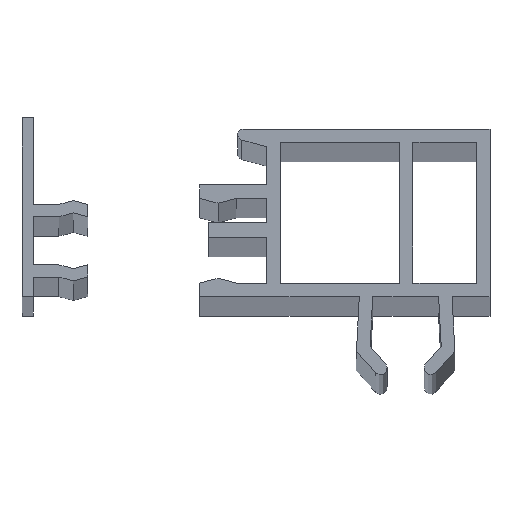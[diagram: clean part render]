
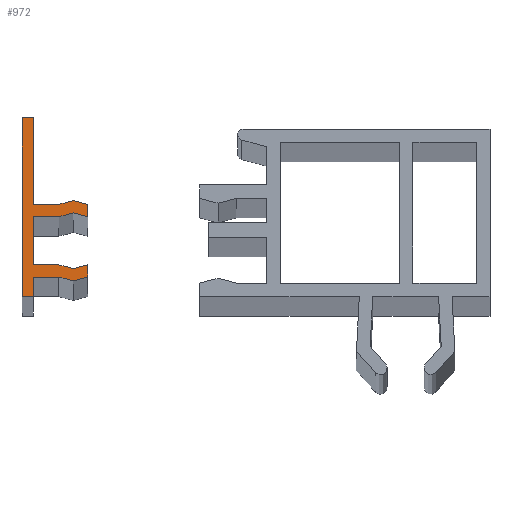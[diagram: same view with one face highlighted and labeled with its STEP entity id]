
A CAD part, top view. The second image highlights one B-rep face of the part: STEP entity #972.
In plain terms, the highlighted planar face has unit normal (0, 0, 1).
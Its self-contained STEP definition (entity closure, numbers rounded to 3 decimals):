
#10 = VECTOR ( 'NONE', #1991, 1000. ) ;
#16 = LINE ( 'NONE', #1293, #1690 ) ;
#25 = LINE ( 'NONE', #1221, #1052 ) ;
#26 = ORIENTED_EDGE ( 'NONE', *, *, #103, .T. ) ;
#29 = ORIENTED_EDGE ( 'NONE', *, *, #1820, .T. ) ;
#33 = CARTESIAN_POINT ( 'NONE',  ( 4.6, 2.502, 1000. ) ) ;
#63 = LINE ( 'NONE', #821, #2023 ) ;
#85 = EDGE_CURVE ( 'NONE', #888, #135, #2036, .T. ) ;
#88 = CARTESIAN_POINT ( 'NONE',  ( 1., 8.25, 1000. ) ) ;
#103 = EDGE_CURVE ( 'NONE', #1005, #1722, #732, .T. ) ;
#135 = VERTEX_POINT ( 'NONE', #1349 ) ;
#145 = EDGE_CURVE ( 'NONE', #212, #2051, #16, .T. ) ;
#154 = VERTEX_POINT ( 'NONE', #763 ) ;
#212 = VERTEX_POINT ( 'NONE', #1179 ) ;
#213 = LINE ( 'NONE', #1499, #233 ) ;
#215 = EDGE_CURVE ( 'NONE', #779, #931, #1909, .T. ) ;
#222 = LINE ( 'NONE', #1341, #2003 ) ;
#233 = VECTOR ( 'NONE', #394, 1000. ) ;
#236 = CARTESIAN_POINT ( 'NONE',  ( 3.3, 1.75, 1000. ) ) ;
#252 = CARTESIAN_POINT ( 'NONE',  ( 3.3, 2.85, 1000. ) ) ;
#254 = VERTEX_POINT ( 'NONE', #1022 ) ;
#261 = CARTESIAN_POINT ( 'NONE',  ( 1., 7.15, 1000. ) ) ;
#267 = DIRECTION ( 'NONE',  ( 0., 1., 0. ) ) ;
#275 = CARTESIAN_POINT ( 'NONE',  ( 4.6, 2.502, 1000. ) ) ;
#302 = LINE ( 'NONE', #483, #10 ) ;
#311 = EDGE_CURVE ( 'NONE', #2383, #1307, #1396, .T. ) ;
#318 = EDGE_CURVE ( 'NONE', #1722, #2218, #1772, .T. ) ;
#340 = EDGE_CURVE ( 'NONE', #2009, #1713, #851, .T. ) ;
#356 = DIRECTION ( 'NONE',  ( 1., 0., 0. ) ) ;
#375 = VECTOR ( 'NONE', #2091, 1000. ) ;
#392 = EDGE_CURVE ( 'NONE', #2376, #2307, #1234, .T. ) ;
#394 = DIRECTION ( 'NONE',  ( 0.966, 0.259, 0. ) ) ;
#397 = VECTOR ( 'NONE', #1476, 1000. ) ;
#422 = CARTESIAN_POINT ( 'NONE',  ( 5.9, 1.75, 1000. ) ) ;
#474 = VECTOR ( 'NONE', #2147, 1000. ) ;
#477 = EDGE_CURVE ( 'NONE', #1713, #890, #2380, .T. ) ;
#478 = CARTESIAN_POINT ( 'NONE',  ( 5.9, 7.15, 1000. ) ) ;
#483 = CARTESIAN_POINT ( 'NONE',  ( 1., 1.75, 1000. ) ) ;
#520 = ORIENTED_EDGE ( 'NONE', *, *, #1004, .T. ) ;
#596 = CARTESIAN_POINT ( 'NONE',  ( 1., 16., 1000. ) ) ;
#597 = VECTOR ( 'NONE', #1158, 1000. ) ;
#607 = CARTESIAN_POINT ( 'NONE',  ( 0., 0., 1000. ) ) ;
#610 = DIRECTION ( 'NONE',  ( -1., 0., 0. ) ) ;
#613 = VECTOR ( 'NONE', #1232, 1000. ) ;
#621 = VECTOR ( 'NONE', #1159, 1000. ) ;
#646 = CARTESIAN_POINT ( 'NONE',  ( 4.6, 1.402, 1000. ) ) ;
#665 = VECTOR ( 'NONE', #1973, 1000. ) ;
#666 = VECTOR ( 'NONE', #267, 1000. ) ;
#680 = CARTESIAN_POINT ( 'NONE',  ( 4.6, 8.598, 1000. ) ) ;
#695 = ORIENTED_EDGE ( 'NONE', *, *, #712, .T. ) ;
#712 = EDGE_CURVE ( 'NONE', #154, #779, #1733, .T. ) ;
#722 = EDGE_CURVE ( 'NONE', #975, #2383, #222, .T. ) ;
#731 = ORIENTED_EDGE ( 'NONE', *, *, #477, .T. ) ;
#732 = LINE ( 'NONE', #1124, #397 ) ;
#752 = CARTESIAN_POINT ( 'NONE',  ( 0., 16., 1000. ) ) ;
#763 = CARTESIAN_POINT ( 'NONE',  ( 5.9, 2.85, 1000. ) ) ;
#779 = VERTEX_POINT ( 'NONE', #33 ) ;
#785 = CARTESIAN_POINT ( 'NONE',  ( 5.9, 7.15, 1000. ) ) ;
#794 = LINE ( 'NONE', #596, #666 ) ;
#821 = CARTESIAN_POINT ( 'NONE',  ( 3.3, 1.75, 1000. ) ) ;
#851 = LINE ( 'NONE', #478, #1459 ) ;
#856 = CARTESIAN_POINT ( 'NONE',  ( 1., 2.85, 1000. ) ) ;
#868 = CARTESIAN_POINT ( 'NONE',  ( 0., 0., 1000. ) ) ;
#888 = VERTEX_POINT ( 'NONE', #646 ) ;
#890 = VERTEX_POINT ( 'NONE', #965 ) ;
#904 = CARTESIAN_POINT ( 'NONE',  ( 4.6, 1.402, 1000. ) ) ;
#931 = VERTEX_POINT ( 'NONE', #252 ) ;
#965 = CARTESIAN_POINT ( 'NONE',  ( 5.9, 8.25, 1000. ) ) ;
#970 = DIRECTION ( 'NONE',  ( -1., 0., 0. ) ) ;
#972 = ADVANCED_FACE ( 'NONE', ( #1027 ), #2167, .F. ) ;
#975 = VERTEX_POINT ( 'NONE', #1444 ) ;
#977 = ORIENTED_EDGE ( 'NONE', *, *, #2104, .T. ) ;
#989 = ORIENTED_EDGE ( 'NONE', *, *, #318, .T. ) ;
#1004 = EDGE_CURVE ( 'NONE', #254, #212, #302, .T. ) ;
#1005 = VERTEX_POINT ( 'NONE', #1779 ) ;
#1014 = ORIENTED_EDGE ( 'NONE', *, *, #1768, .T. ) ;
#1017 = VECTOR ( 'NONE', #1952, 1000. ) ;
#1022 = CARTESIAN_POINT ( 'NONE',  ( 1., 0., 1000. ) ) ;
#1027 = FACE_OUTER_BOUND ( 'NONE', #1885, .T. ) ;
#1047 = CARTESIAN_POINT ( 'NONE',  ( 4.6, 7.498, 1000. ) ) ;
#1052 = VECTOR ( 'NONE', #970, 1000. ) ;
#1122 = CARTESIAN_POINT ( 'NONE',  ( 3.3, 8.25, 1000. ) ) ;
#1124 = CARTESIAN_POINT ( 'NONE',  ( 3.3, 8.25, 1000. ) ) ;
#1125 = ORIENTED_EDGE ( 'NONE', *, *, #1628, .T. ) ;
#1134 = LINE ( 'NONE', #422, #375 ) ;
#1158 = DIRECTION ( 'NONE',  ( -0.966, -0.259, 0. ) ) ;
#1159 = DIRECTION ( 'NONE',  ( 1., 0., 0. ) ) ;
#1179 = CARTESIAN_POINT ( 'NONE',  ( 1., 1.75, 1000. ) ) ;
#1208 = ORIENTED_EDGE ( 'NONE', *, *, #311, .T. ) ;
#1214 = CARTESIAN_POINT ( 'NONE',  ( 0., 0., 1000. ) ) ;
#1221 = CARTESIAN_POINT ( 'NONE',  ( 3.3, 2.85, 1000. ) ) ;
#1232 = DIRECTION ( 'NONE',  ( -0.966, 0.259, 0. ) ) ;
#1234 = LINE ( 'NONE', #2149, #665 ) ;
#1240 = DIRECTION ( 'NONE',  ( -1., 0., 0. ) ) ;
#1243 = LINE ( 'NONE', #680, #613 ) ;
#1246 = ORIENTED_EDGE ( 'NONE', *, *, #1720, .T. ) ;
#1267 = ORIENTED_EDGE ( 'NONE', *, *, #340, .T. ) ;
#1293 = CARTESIAN_POINT ( 'NONE',  ( 1., 1.75, 1000. ) ) ;
#1307 = VERTEX_POINT ( 'NONE', #607 ) ;
#1321 = ORIENTED_EDGE ( 'NONE', *, *, #1415, .T. ) ;
#1341 = CARTESIAN_POINT ( 'NONE',  ( 0., 16., 1000. ) ) ;
#1349 = CARTESIAN_POINT ( 'NONE',  ( 5.9, 1.75, 1000. ) ) ;
#1363 = DIRECTION ( 'NONE',  ( 0., -1., 0. ) ) ;
#1395 = LINE ( 'NONE', #261, #1017 ) ;
#1396 = LINE ( 'NONE', #1214, #2351 ) ;
#1412 = CARTESIAN_POINT ( 'NONE',  ( 5.9, 8.25, 1000. ) ) ;
#1415 = EDGE_CURVE ( 'NONE', #890, #1005, #1243, .T. ) ;
#1417 = ORIENTED_EDGE ( 'NONE', *, *, #2046, .T. ) ;
#1444 = CARTESIAN_POINT ( 'NONE',  ( 1., 16., 1000. ) ) ;
#1459 = VECTOR ( 'NONE', #1781, 1000. ) ;
#1474 = ORIENTED_EDGE ( 'NONE', *, *, #215, .T. ) ;
#1476 = DIRECTION ( 'NONE',  ( -0.966, -0.259, 0. ) ) ;
#1483 = ORIENTED_EDGE ( 'NONE', *, *, #722, .T. ) ;
#1499 = CARTESIAN_POINT ( 'NONE',  ( 4.6, 7.498, 1000. ) ) ;
#1506 = ORIENTED_EDGE ( 'NONE', *, *, #85, .T. ) ;
#1543 = DIRECTION ( 'NONE',  ( -1., 0., 0. ) ) ;
#1571 = LINE ( 'NONE', #1928, #621 ) ;
#1575 = DIRECTION ( 'NONE',  ( 0.966, -0.259, 0. ) ) ;
#1628 = EDGE_CURVE ( 'NONE', #931, #2231, #25, .T. ) ;
#1690 = VECTOR ( 'NONE', #356, 1000. ) ;
#1700 = ORIENTED_EDGE ( 'NONE', *, *, #392, .T. ) ;
#1713 = VERTEX_POINT ( 'NONE', #785 ) ;
#1720 = EDGE_CURVE ( 'NONE', #135, #154, #1134, .T. ) ;
#1722 = VERTEX_POINT ( 'NONE', #1122 ) ;
#1733 = LINE ( 'NONE', #2115, #597 ) ;
#1768 = EDGE_CURVE ( 'NONE', #2307, #2009, #213, .T. ) ;
#1772 = LINE ( 'NONE', #88, #2197 ) ;
#1776 = AXIS2_PLACEMENT_3D ( 'NONE', #868, #2336, #1240 ) ;
#1778 = CARTESIAN_POINT ( 'NONE',  ( 1., 8.25, 1000. ) ) ;
#1779 = CARTESIAN_POINT ( 'NONE',  ( 4.6, 8.598, 1000. ) ) ;
#1781 = DIRECTION ( 'NONE',  ( 0.966, -0.259, 0. ) ) ;
#1820 = EDGE_CURVE ( 'NONE', #2051, #888, #63, .T. ) ;
#1862 = ORIENTED_EDGE ( 'NONE', *, *, #145, .T. ) ;
#1867 = EDGE_CURVE ( 'NONE', #2231, #2376, #1395, .T. ) ;
#1882 = CARTESIAN_POINT ( 'NONE',  ( 1., 7.15, 1000. ) ) ;
#1885 = EDGE_LOOP ( 'NONE', ( #1208, #1417, #520, #1862, #29, #1506, #1246, #695, #1474, #1125, #1946, #1700, #1014, #1267, #731, #1321, #26, #989, #977, #1483 ) ) ;
#1909 = LINE ( 'NONE', #275, #2241 ) ;
#1921 = DIRECTION ( 'NONE',  ( -0.966, 0.259, 0. ) ) ;
#1928 = CARTESIAN_POINT ( 'NONE',  ( 1., 0., 1000. ) ) ;
#1946 = ORIENTED_EDGE ( 'NONE', *, *, #1867, .T. ) ;
#1952 = DIRECTION ( 'NONE',  ( 0., 1., 0. ) ) ;
#1973 = DIRECTION ( 'NONE',  ( 1., 0., 0. ) ) ;
#1990 = CARTESIAN_POINT ( 'NONE',  ( 3.3, 7.15, 1000. ) ) ;
#1991 = DIRECTION ( 'NONE',  ( 0., 1., 0. ) ) ;
#2003 = VECTOR ( 'NONE', #610, 1000. ) ;
#2009 = VERTEX_POINT ( 'NONE', #1047 ) ;
#2023 = VECTOR ( 'NONE', #1575, 1000. ) ;
#2036 = LINE ( 'NONE', #904, #2234 ) ;
#2046 = EDGE_CURVE ( 'NONE', #1307, #254, #1571, .T. ) ;
#2051 = VERTEX_POINT ( 'NONE', #236 ) ;
#2091 = DIRECTION ( 'NONE',  ( 0., 1., 0. ) ) ;
#2104 = EDGE_CURVE ( 'NONE', #2218, #975, #794, .T. ) ;
#2115 = CARTESIAN_POINT ( 'NONE',  ( 5.9, 2.85, 1000. ) ) ;
#2147 = DIRECTION ( 'NONE',  ( 0., 1., 0. ) ) ;
#2149 = CARTESIAN_POINT ( 'NONE',  ( 3.3, 7.15, 1000. ) ) ;
#2167 = PLANE ( 'NONE',  #1776 ) ;
#2197 = VECTOR ( 'NONE', #1543, 1000. ) ;
#2218 = VERTEX_POINT ( 'NONE', #1778 ) ;
#2231 = VERTEX_POINT ( 'NONE', #856 ) ;
#2234 = VECTOR ( 'NONE', #2273, 1000. ) ;
#2241 = VECTOR ( 'NONE', #1921, 1000. ) ;
#2273 = DIRECTION ( 'NONE',  ( 0.966, 0.259, 0. ) ) ;
#2307 = VERTEX_POINT ( 'NONE', #1990 ) ;
#2336 = DIRECTION ( 'NONE',  ( 0., 0., -1. ) ) ;
#2351 = VECTOR ( 'NONE', #1363, 1000. ) ;
#2376 = VERTEX_POINT ( 'NONE', #1882 ) ;
#2380 = LINE ( 'NONE', #1412, #474 ) ;
#2383 = VERTEX_POINT ( 'NONE', #752 ) ;
